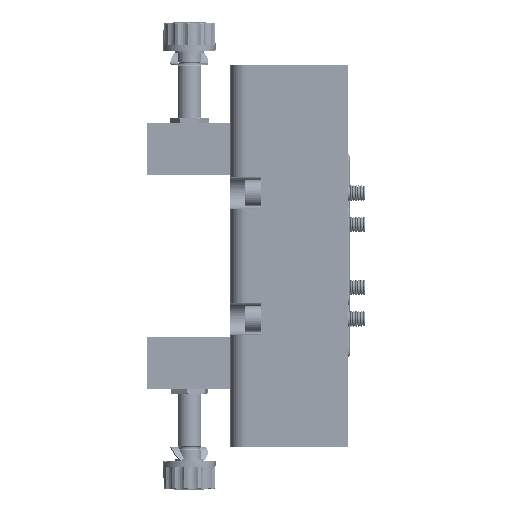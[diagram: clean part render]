
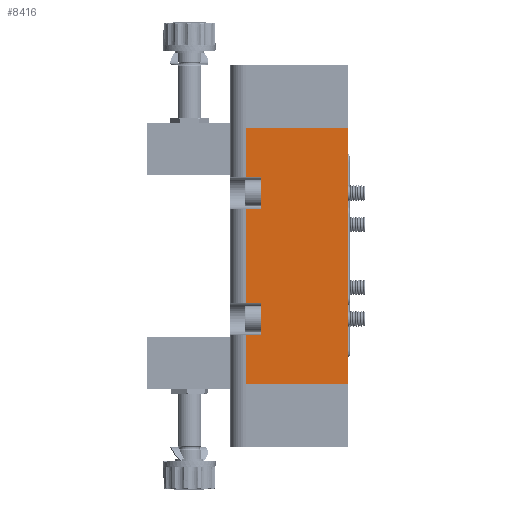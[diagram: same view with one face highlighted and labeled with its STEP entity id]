
A CAD part, left-side view. The second image highlights one B-rep face of the part: STEP entity #8416.
In plain terms, the highlighted planar face has unit normal (-1, 0, 0).
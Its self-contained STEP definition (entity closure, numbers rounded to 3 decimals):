
#1527 = EDGE_CURVE ( 'NONE', #52903, #12722, #38623, .T. ) ;
#3559 = VERTEX_POINT ( 'NONE', #6696 ) ;
#4291 = LINE ( 'NONE', #58064, #114476 ) ;
#6696 = CARTESIAN_POINT ( 'NONE',  ( 0., 39., 79. ) ) ;
#7602 = DIRECTION ( 'NONE',  ( 0., -1., 0. ) ) ;
#8416 = ADVANCED_FACE ( 'NONE', ( #60434 ), #16833, .F. ) ;
#11882 = CARTESIAN_POINT ( 'NONE',  ( 0., 39., 31. ) ) ;
#12097 = EDGE_CURVE ( 'NONE', #31727, #59735, #16163, .T. ) ;
#12722 = VERTEX_POINT ( 'NONE', #96507 ) ;
#14447 = EDGE_CURVE ( 'NONE', #84726, #31727, #97132, .T. ) ;
#15516 = VECTOR ( 'NONE', #112988, 1000. ) ;
#16163 = LINE ( 'NONE', #28619, #126342 ) ;
#16358 = CARTESIAN_POINT ( 'NONE',  ( 0., 33.5, 67. ) ) ;
#16833 = PLANE ( 'NONE',  #63115 ) ;
#16985 = VECTOR ( 'NONE', #131346, 1000. ) ;
#17880 = CARTESIAN_POINT ( 'NONE',  ( 0., 33.5, 31. ) ) ;
#18003 = VECTOR ( 'NONE', #39395, 1000. ) ;
#19036 = ORIENTED_EDGE ( 'NONE', *, *, #54017, .F. ) ;
#19171 = VECTOR ( 'NONE', #85555, 1000. ) ;
#21286 = CARTESIAN_POINT ( 'NONE',  ( 0., 39., 98. ) ) ;
#21547 = VERTEX_POINT ( 'NONE', #77530 ) ;
#25809 = ORIENTED_EDGE ( 'NONE', *, *, #84645, .T. ) ;
#27534 = DIRECTION ( 'NONE',  ( 0., 0., -1. ) ) ;
#28542 = VECTOR ( 'NONE', #106708, 1000. ) ;
#28619 = CARTESIAN_POINT ( 'NONE',  ( 0., 0., 0. ) ) ;
#29298 = CARTESIAN_POINT ( 'NONE',  ( 0., 0., 98. ) ) ;
#29953 = DIRECTION ( 'NONE',  ( 0., 0., -1. ) ) ;
#31727 = VERTEX_POINT ( 'NONE', #75535 ) ;
#35313 = CARTESIAN_POINT ( 'NONE',  ( 0., 33.5, 31. ) ) ;
#36133 = EDGE_LOOP ( 'NONE', ( #118801, #117287, #132774, #104128, #25809, #136184, #62160, #84088, #95700, #46354, #90880, #19036 ) ) ;
#37076 = DIRECTION ( 'NONE',  ( 0., 1., 0. ) ) ;
#37829 = CARTESIAN_POINT ( 'NONE',  ( 0., 0., 98. ) ) ;
#38623 = LINE ( 'NONE', #105991, #28542 ) ;
#39395 = DIRECTION ( 'NONE',  ( 0., 0., 1. ) ) ;
#43308 = CARTESIAN_POINT ( 'NONE',  ( 0., 33.5, 19. ) ) ;
#45324 = LINE ( 'NONE', #35313, #16985 ) ;
#46354 = ORIENTED_EDGE ( 'NONE', *, *, #12097, .T. ) ;
#46357 = LINE ( 'NONE', #17880, #18003 ) ;
#47907 = LINE ( 'NONE', #88985, #104717 ) ;
#49314 = CARTESIAN_POINT ( 'NONE',  ( 0., 33.5, 31. ) ) ;
#52903 = VERTEX_POINT ( 'NONE', #16358 ) ;
#54017 = EDGE_CURVE ( 'NONE', #113351, #117072, #125698, .T. ) ;
#58064 = CARTESIAN_POINT ( 'NONE',  ( 0., 33.5, 19. ) ) ;
#59735 = VERTEX_POINT ( 'NONE', #72280 ) ;
#60434 = FACE_OUTER_BOUND ( 'NONE', #36133, .T. ) ;
#62160 = ORIENTED_EDGE ( 'NONE', *, *, #91886, .F. ) ;
#63072 = DIRECTION ( 'NONE',  ( 0., 0., -1. ) ) ;
#63115 = AXIS2_PLACEMENT_3D ( 'NONE', #37829, #91499, #27534 ) ;
#63936 = CARTESIAN_POINT ( 'NONE',  ( 0., 39., 98. ) ) ;
#65273 = CARTESIAN_POINT ( 'NONE',  ( 0., 39., 19. ) ) ;
#67502 = DIRECTION ( 'NONE',  ( 0., 0., -1. ) ) ;
#70412 = VERTEX_POINT ( 'NONE', #11882 ) ;
#72280 = CARTESIAN_POINT ( 'NONE',  ( 0., 0., 0. ) ) ;
#74554 = EDGE_CURVE ( 'NONE', #88493, #84726, #4291, .T. ) ;
#75535 = CARTESIAN_POINT ( 'NONE',  ( 0., 39., 0. ) ) ;
#77530 = CARTESIAN_POINT ( 'NONE',  ( 0., 39., 67. ) ) ;
#78567 = EDGE_CURVE ( 'NONE', #12722, #3559, #47907, .T. ) ;
#83706 = LINE ( 'NONE', #63936, #108695 ) ;
#84088 = ORIENTED_EDGE ( 'NONE', *, *, #74554, .T. ) ;
#84645 = EDGE_CURVE ( 'NONE', #21547, #70412, #83706, .T. ) ;
#84726 = VERTEX_POINT ( 'NONE', #65273 ) ;
#85555 = DIRECTION ( 'NONE',  ( 0., 1., 0. ) ) ;
#87101 = VECTOR ( 'NONE', #63072, 1000. ) ;
#88493 = VERTEX_POINT ( 'NONE', #43308 ) ;
#88985 = CARTESIAN_POINT ( 'NONE',  ( 0., 33.5, 79. ) ) ;
#90880 = ORIENTED_EDGE ( 'NONE', *, *, #135641, .F. ) ;
#91315 = VERTEX_POINT ( 'NONE', #49314 ) ;
#91499 = DIRECTION ( 'NONE',  ( 1., 0., 0. ) ) ;
#91615 = CARTESIAN_POINT ( 'NONE',  ( 0., 0., 98. ) ) ;
#91886 = EDGE_CURVE ( 'NONE', #88493, #91315, #46357, .T. ) ;
#94336 = CARTESIAN_POINT ( 'NONE',  ( 0., 39., 98. ) ) ;
#94777 = EDGE_CURVE ( 'NONE', #91315, #70412, #45324, .T. ) ;
#95700 = ORIENTED_EDGE ( 'NONE', *, *, #14447, .T. ) ;
#96507 = CARTESIAN_POINT ( 'NONE',  ( 0., 33.5, 79. ) ) ;
#97132 = LINE ( 'NONE', #94336, #125523 ) ;
#104128 = ORIENTED_EDGE ( 'NONE', *, *, #131957, .T. ) ;
#104717 = VECTOR ( 'NONE', #109450, 1000. ) ;
#105991 = CARTESIAN_POINT ( 'NONE',  ( 0., 33.5, 67. ) ) ;
#106537 = CARTESIAN_POINT ( 'NONE',  ( 0., 33.5, 67. ) ) ;
#106708 = DIRECTION ( 'NONE',  ( 0., 0., 1. ) ) ;
#108695 = VECTOR ( 'NONE', #127829, 1000. ) ;
#109450 = DIRECTION ( 'NONE',  ( 0., 1., 0. ) ) ;
#112988 = DIRECTION ( 'NONE',  ( 0., -1., 0. ) ) ;
#113351 = VERTEX_POINT ( 'NONE', #21286 ) ;
#114440 = EDGE_CURVE ( 'NONE', #113351, #3559, #126612, .T. ) ;
#114476 = VECTOR ( 'NONE', #37076, 1000. ) ;
#115471 = LINE ( 'NONE', #116199, #87101 ) ;
#116199 = CARTESIAN_POINT ( 'NONE',  ( 0., 0., 98. ) ) ;
#117072 = VERTEX_POINT ( 'NONE', #29298 ) ;
#117287 = ORIENTED_EDGE ( 'NONE', *, *, #78567, .F. ) ;
#117644 = LINE ( 'NONE', #106537, #19171 ) ;
#118801 = ORIENTED_EDGE ( 'NONE', *, *, #114440, .T. ) ;
#120704 = CARTESIAN_POINT ( 'NONE',  ( 0., 39., 98. ) ) ;
#123277 = VECTOR ( 'NONE', #67502, 1000. ) ;
#125523 = VECTOR ( 'NONE', #29953, 1000. ) ;
#125698 = LINE ( 'NONE', #91615, #15516 ) ;
#126342 = VECTOR ( 'NONE', #7602, 1000. ) ;
#126612 = LINE ( 'NONE', #120704, #123277 ) ;
#127829 = DIRECTION ( 'NONE',  ( 0., 0., -1. ) ) ;
#131346 = DIRECTION ( 'NONE',  ( 0., 1., 0. ) ) ;
#131957 = EDGE_CURVE ( 'NONE', #52903, #21547, #117644, .T. ) ;
#132774 = ORIENTED_EDGE ( 'NONE', *, *, #1527, .F. ) ;
#135641 = EDGE_CURVE ( 'NONE', #117072, #59735, #115471, .T. ) ;
#136184 = ORIENTED_EDGE ( 'NONE', *, *, #94777, .F. ) ;
